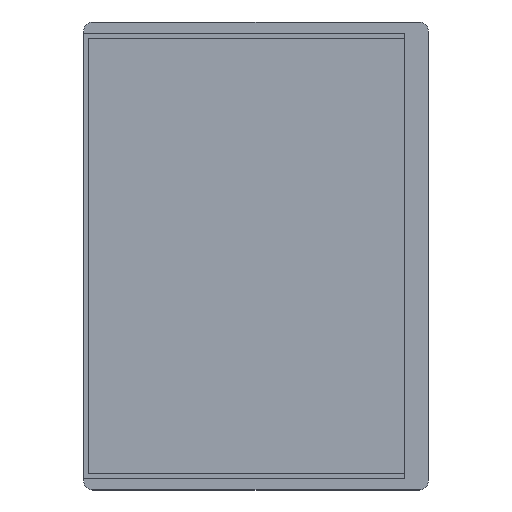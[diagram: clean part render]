
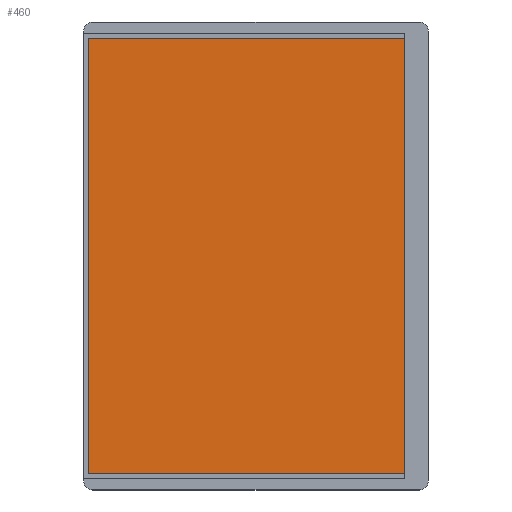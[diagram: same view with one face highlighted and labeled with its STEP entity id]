
A CAD part, top view. The second image highlights one B-rep face of the part: STEP entity #460.
In plain terms, the highlighted planar face has unit normal (0, 0, 1).
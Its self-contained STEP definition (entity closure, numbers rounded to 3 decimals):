
#34=FACE_OUTER_BOUND('',#60,.T.);
#60=EDGE_LOOP('',(#331,#332,#333,#334));
#98=LINE('',#694,#155);
#101=LINE('',#700,#158);
#104=LINE('',#706,#161);
#105=LINE('',#707,#162);
#155=VECTOR('',#557,10.);
#158=VECTOR('',#562,10.);
#161=VECTOR('',#567,10.);
#162=VECTOR('',#568,10.);
#208=VERTEX_POINT('',#690);
#210=VERTEX_POINT('',#693);
#212=VERTEX_POINT('',#699);
#214=VERTEX_POINT('',#705);
#254=EDGE_CURVE('',#210,#208,#98,.T.);
#257=EDGE_CURVE('',#210,#212,#101,.T.);
#260=EDGE_CURVE('',#208,#214,#104,.T.);
#261=EDGE_CURVE('',#214,#212,#105,.T.);
#331=ORIENTED_EDGE('',*,*,#254,.T.);
#332=ORIENTED_EDGE('',*,*,#260,.T.);
#333=ORIENTED_EDGE('',*,*,#261,.T.);
#334=ORIENTED_EDGE('',*,*,#257,.F.);
#438=PLANE('',#500);
#460=ADVANCED_FACE('',(#34),#438,.F.);
#500=AXIS2_PLACEMENT_3D('',#704,#565,#566);
#557=DIRECTION('',(1.,0.,0.));
#562=DIRECTION('',(0.,1.,0.));
#565=DIRECTION('center_axis',(0.,0.,-1.));
#566=DIRECTION('ref_axis',(-1.,0.,0.));
#567=DIRECTION('',(0.,1.,0.));
#568=DIRECTION('',(-1.,0.,0.));
#690=CARTESIAN_POINT('',(32.,-46.,-1.4));
#693=CARTESIAN_POINT('',(-35.,-46.,-1.4));
#694=CARTESIAN_POINT('',(16.,-46.,-1.4));
#699=CARTESIAN_POINT('',(-35.,46.,-1.4));
#700=CARTESIAN_POINT('',(-35.,-47.,-1.4));
#704=CARTESIAN_POINT('Origin',(-1.,0.,-1.4));
#705=CARTESIAN_POINT('',(32.,46.,-1.4));
#706=CARTESIAN_POINT('',(32.,23.5,-1.4));
#707=CARTESIAN_POINT('',(-18.,46.,-1.4));
